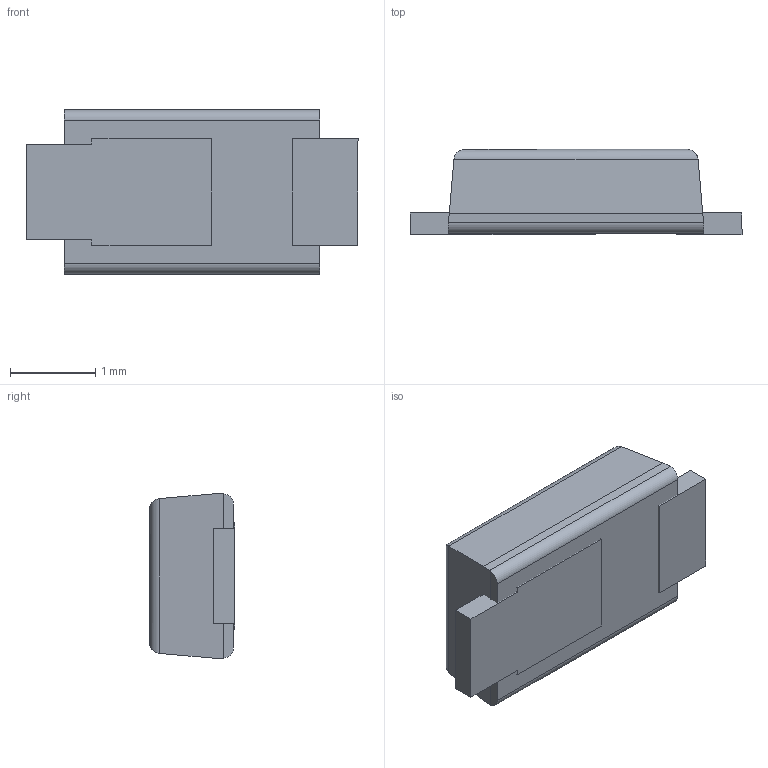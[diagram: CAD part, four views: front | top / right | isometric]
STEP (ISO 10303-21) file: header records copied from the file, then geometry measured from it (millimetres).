
FILE_DESCRIPTION(/* description */ ('Alibre Inc.'),/* implementation_level */ '2;1');
FILE_NAME(/* name */ 'export-8A465D24-6161-46D6-9A9B-0EBADDD6B273',/* time_stamp */ '2020-02-13T08:36:26+00:00',/* author */ (''),/* organization */ (''),/* preprocessor_version */ 'ST-DEVELOPER v17',/* originating_system */ 'Alibre',/* authorisation */ '');
FILE_SCHEMA (('AUTOMOTIVE_DESIGN'));
Length unit declared in the file: millimetre
Bounding box: 3.9 x 1 x 1.93 mm (x, y, z)
Volume: 6.3 mm3; surface area: 29.6 mm2
Topology: 3 solids, 3 shells, 38 faces, 88 edges, 56 vertices
Faces by surface type: plane 32, cylinder 6
Entity records: 1112 total; most frequent: CARTESIAN_POINT 181, ORIENTED_EDGE 176, DIRECTION 147, EDGE_CURVE 88, VECTOR 72, LINE 72, VERTEX_POINT 56, AXIS2_PLACEMENT_3D 53
